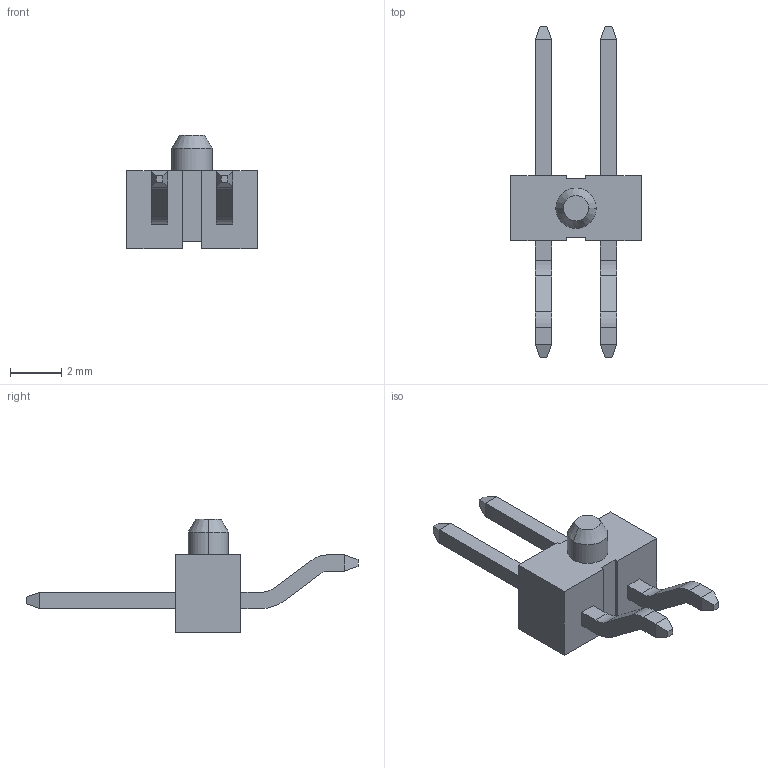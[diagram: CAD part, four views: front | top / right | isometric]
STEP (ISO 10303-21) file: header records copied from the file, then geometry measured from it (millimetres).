
FILE_DESCRIPTION (( 'STEP AP214' ), '1' );
FILE_NAME ('Samtec-$PARTNUMBER.STEP', '2014-04-30T15:21:14', ( 'Windows User' ), ( '' ), 'SwSTEP 2.0', 'SolidWorks 2014', '' );
FILE_SCHEMA (( 'AUTOMOTIVE_DESIGN' ));
Length unit declared in the file: inch
Products named in the file (1): Samtec-$PARTNUMBER
Bounding box: 5.08 x 12.95 x 4.45 mm (x, y, z)
Volume: 49 mm3; surface area: 132.5 mm2
Topology: 1 solids, 1 shells, 71 faces, 174 edges, 110 vertices
Faces by surface type: plane 59, cylinder 10, cone 2
Entity records: 2333 total; most frequent: CARTESIAN_POINT 356, ORIENTED_EDGE 348, DIRECTION 340, EDGE_CURVE 174, VECTOR 152, LINE 152, VERTEX_POINT 110, AXIS2_PLACEMENT_3D 94
